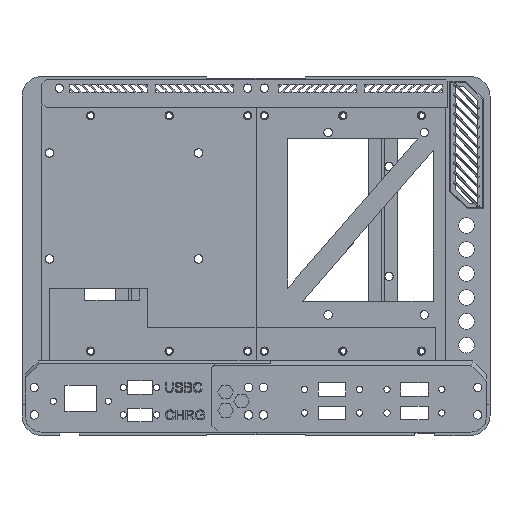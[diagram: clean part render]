
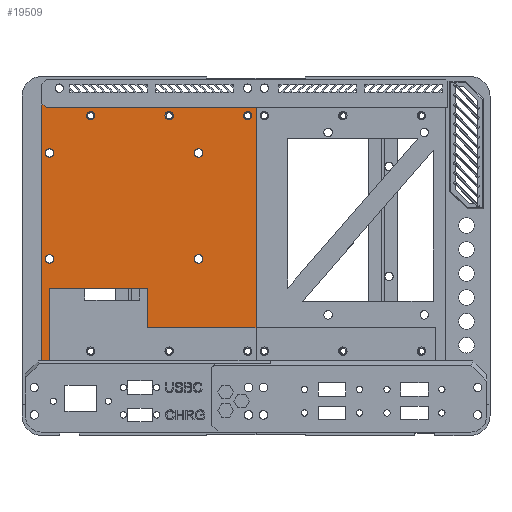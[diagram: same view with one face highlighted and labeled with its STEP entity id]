
A CAD part, top view. The second image highlights one B-rep face of the part: STEP entity #19509.
In plain terms, the highlighted planar face has unit normal (0, 0, 1).
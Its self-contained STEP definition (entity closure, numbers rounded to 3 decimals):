
#890=FACE_BOUND('',#2430,.T.);
#891=FACE_BOUND('',#2431,.T.);
#892=FACE_BOUND('',#2432,.T.);
#893=FACE_BOUND('',#2433,.T.);
#894=FACE_BOUND('',#2434,.T.);
#895=FACE_BOUND('',#2435,.T.);
#896=FACE_BOUND('',#2436,.T.);
#1182=CIRCLE('',#20589,2.15);
#1183=CIRCLE('',#20590,2.15);
#1184=CIRCLE('',#20591,2.15);
#1185=CIRCLE('',#20592,2.15);
#1186=CIRCLE('',#20593,2.15);
#1187=CIRCLE('',#20594,2.15);
#1188=CIRCLE('',#20595,2.15);
#1456=FACE_OUTER_BOUND('',#2429,.T.);
#2429=EDGE_LOOP('',(#13111,#13112,#13113,#13114,#13115,#13116,#13117,#13118));
#2430=EDGE_LOOP('',(#13119));
#2431=EDGE_LOOP('',(#13120));
#2432=EDGE_LOOP('',(#13121));
#2433=EDGE_LOOP('',(#13122));
#2434=EDGE_LOOP('',(#13123));
#2435=EDGE_LOOP('',(#13124));
#2436=EDGE_LOOP('',(#13125));
#3709=LINE('',#26653,#5943);
#3713=LINE('',#26660,#5947);
#3714=LINE('',#26663,#5948);
#3715=LINE('',#26665,#5949);
#3716=LINE('',#26667,#5950);
#3717=LINE('',#26669,#5951);
#3718=LINE('',#26671,#5952);
#3719=LINE('',#26672,#5953);
#5943=VECTOR('',#21914,10.);
#5947=VECTOR('',#21920,10.);
#5948=VECTOR('',#21923,10.);
#5949=VECTOR('',#21924,10.);
#5950=VECTOR('',#21925,10.);
#5951=VECTOR('',#21926,10.);
#5952=VECTOR('',#21927,10.);
#5953=VECTOR('',#21928,10.);
#8168=VERTEX_POINT('',#26650);
#8169=VERTEX_POINT('',#26652);
#8171=VERTEX_POINT('',#26657);
#8172=VERTEX_POINT('',#26662);
#8173=VERTEX_POINT('',#26664);
#8174=VERTEX_POINT('',#26666);
#8175=VERTEX_POINT('',#26668);
#8176=VERTEX_POINT('',#26670);
#8177=VERTEX_POINT('',#26673);
#8178=VERTEX_POINT('',#26675);
#8179=VERTEX_POINT('',#26677);
#8180=VERTEX_POINT('',#26679);
#8181=VERTEX_POINT('',#26681);
#8182=VERTEX_POINT('',#26683);
#8183=VERTEX_POINT('',#26685);
#10118=EDGE_CURVE('',#8168,#8169,#3709,.T.);
#10122=EDGE_CURVE('',#8169,#8171,#3713,.T.);
#10123=EDGE_CURVE('',#8171,#8172,#3714,.T.);
#10124=EDGE_CURVE('',#8173,#8168,#3715,.T.);
#10125=EDGE_CURVE('',#8173,#8174,#3716,.T.);
#10126=EDGE_CURVE('',#8174,#8175,#3717,.T.);
#10127=EDGE_CURVE('',#8175,#8176,#3718,.T.);
#10128=EDGE_CURVE('',#8176,#8172,#3719,.T.);
#10129=EDGE_CURVE('',#8177,#8177,#1182,.T.);
#10130=EDGE_CURVE('',#8178,#8178,#1183,.T.);
#10131=EDGE_CURVE('',#8179,#8179,#1184,.T.);
#10132=EDGE_CURVE('',#8180,#8180,#1185,.T.);
#10133=EDGE_CURVE('',#8181,#8181,#1186,.T.);
#10134=EDGE_CURVE('',#8182,#8182,#1187,.T.);
#10135=EDGE_CURVE('',#8183,#8183,#1188,.T.);
#13111=ORIENTED_EDGE('',*,*,#10123,.F.);
#13112=ORIENTED_EDGE('',*,*,#10122,.F.);
#13113=ORIENTED_EDGE('',*,*,#10118,.F.);
#13114=ORIENTED_EDGE('',*,*,#10124,.F.);
#13115=ORIENTED_EDGE('',*,*,#10125,.T.);
#13116=ORIENTED_EDGE('',*,*,#10126,.T.);
#13117=ORIENTED_EDGE('',*,*,#10127,.T.);
#13118=ORIENTED_EDGE('',*,*,#10128,.T.);
#13119=ORIENTED_EDGE('',*,*,#10129,.T.);
#13120=ORIENTED_EDGE('',*,*,#10130,.T.);
#13121=ORIENTED_EDGE('',*,*,#10131,.T.);
#13122=ORIENTED_EDGE('',*,*,#10132,.T.);
#13123=ORIENTED_EDGE('',*,*,#10133,.T.);
#13124=ORIENTED_EDGE('',*,*,#10134,.T.);
#13125=ORIENTED_EDGE('',*,*,#10135,.T.);
#18887=PLANE('',#20588);
#19509=ADVANCED_FACE('',(#1456,#890,#891,#892,#893,#894,#895,#896),#18887,
 .F.);
#20588=AXIS2_PLACEMENT_3D('',#26661,#21921,#21922);
#20589=AXIS2_PLACEMENT_3D('',#26674,#21929,#21930);
#20590=AXIS2_PLACEMENT_3D('',#26676,#21931,#21932);
#20591=AXIS2_PLACEMENT_3D('',#26678,#21933,#21934);
#20592=AXIS2_PLACEMENT_3D('',#26680,#21935,#21936);
#20593=AXIS2_PLACEMENT_3D('',#26682,#21937,#21938);
#20594=AXIS2_PLACEMENT_3D('',#26684,#21939,#21940);
#20595=AXIS2_PLACEMENT_3D('',#26686,#21941,#21942);
#21914=DIRECTION('',(0.,1.,0.));
#21920=DIRECTION('',(1.,0.,0.));
#21921=DIRECTION('center_axis',(0.,0.,-1.));
#21922=DIRECTION('ref_axis',(-1.,0.,0.));
#21923=DIRECTION('',(0.,-1.,0.));
#21924=DIRECTION('',(-1.,0.,0.));
#21925=DIRECTION('',(0.,1.,0.));
#21926=DIRECTION('',(1.,0.,0.));
#21927=DIRECTION('',(0.,-1.,0.));
#21928=DIRECTION('',(1.,0.,0.));
#21929=DIRECTION('center_axis',(0.,0.,-1.));
#21930=DIRECTION('ref_axis',(1.,0.,0.));
#21931=DIRECTION('center_axis',(0.,0.,-1.));
#21932=DIRECTION('ref_axis',(1.,0.,0.));
#21933=DIRECTION('center_axis',(0.,0.,-1.));
#21934=DIRECTION('ref_axis',(1.,0.,0.));
#21935=DIRECTION('center_axis',(0.,0.,-1.));
#21936=DIRECTION('ref_axis',(1.,0.,0.));
#21937=DIRECTION('center_axis',(0.,0.,-1.));
#21938=DIRECTION('ref_axis',(1.,0.,0.));
#21939=DIRECTION('center_axis',(0.,0.,-1.));
#21940=DIRECTION('ref_axis',(1.,0.,0.));
#21941=DIRECTION('center_axis',(0.,0.,-1.));
#21942=DIRECTION('ref_axis',(1.,0.,0.));
#26650=CARTESIAN_POINT('',(10.,35.,5.));
#26652=CARTESIAN_POINT('',(10.,171.,5.));
#26653=CARTESIAN_POINT('',(10.,35.,5.));
#26657=CARTESIAN_POINT('',(119.25,171.,5.));
#26660=CARTESIAN_POINT('',(10.,171.,5.));
#26661=CARTESIAN_POINT('Origin',(112.25,103.,5.));
#26662=CARTESIAN_POINT('',(119.25,55.,5.));
#26663=CARTESIAN_POINT('',(119.25,97.25,5.));
#26664=CARTESIAN_POINT('',(14.,35.,5.));
#26665=CARTESIAN_POINT('',(214.5,35.,5.));
#26666=CARTESIAN_POINT('',(14.,75.,5.));
#26667=CARTESIAN_POINT('',(14.,69.,5.));
#26668=CARTESIAN_POINT('',(64.,75.,5.));
#26669=CARTESIAN_POINT('',(63.125,75.,5.));
#26670=CARTESIAN_POINT('',(64.,55.,5.));
#26671=CARTESIAN_POINT('',(64.,89.,5.));
#26672=CARTESIAN_POINT('',(88.125,55.,5.));
#26673=CARTESIAN_POINT('',(11.85,144.,5.));
#26674=CARTESIAN_POINT('Origin',(14.,144.,5.));
#26675=CARTESIAN_POINT('',(11.85,90.,5.));
#26676=CARTESIAN_POINT('Origin',(14.,90.,5.));
#26677=CARTESIAN_POINT('',(87.85,144.,5.));
#26678=CARTESIAN_POINT('Origin',(90.,144.,5.));
#26679=CARTESIAN_POINT('',(87.85,90.,5.));
#26680=CARTESIAN_POINT('Origin',(90.,90.,5.));
#26681=CARTESIAN_POINT('',(112.85,163.,5.));
#26682=CARTESIAN_POINT('Origin',(115.,163.,5.));
#26683=CARTESIAN_POINT('',(32.85,163.,5.));
#26684=CARTESIAN_POINT('Origin',(35.,163.,5.));
#26685=CARTESIAN_POINT('',(72.85,163.,5.));
#26686=CARTESIAN_POINT('Origin',(75.,163.,5.));
